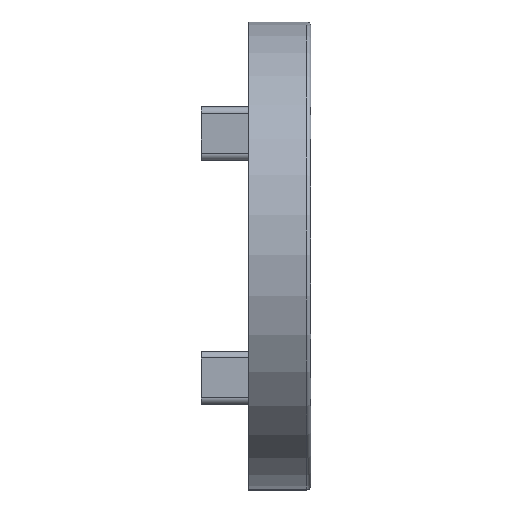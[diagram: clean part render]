
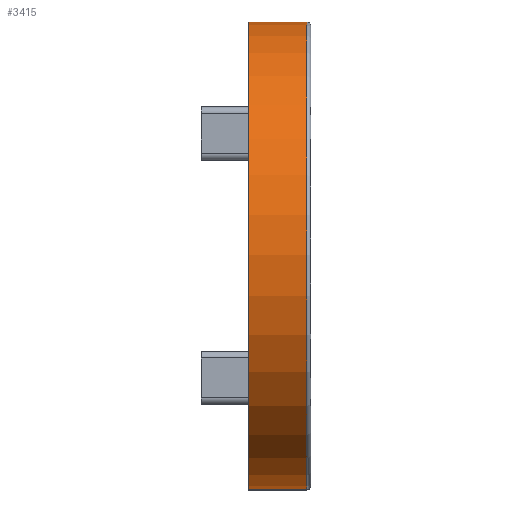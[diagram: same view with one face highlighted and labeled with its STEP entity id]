
A CAD part, top view. The second image highlights one B-rep face of the part: STEP entity #3415.
In plain terms, the highlighted cylindrical face has radius 17.25 mm (diameter 34.5 mm), a partial arc.
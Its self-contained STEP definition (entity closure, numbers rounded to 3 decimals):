
#746 = ORIENTED_EDGE ( 'NONE', *, *, #19830, .T. ) ;
#2083 = DIRECTION ( 'NONE',  ( 0., 0., -1. ) ) ;
#2149 = CYLINDRICAL_SURFACE ( 'NONE', #20034, 17.25 ) ;
#2341 = ORIENTED_EDGE ( 'NONE', *, *, #20528, .T. ) ;
#2730 = EDGE_CURVE ( 'NONE', #13572, #18735, #13116, .T. ) ;
#2905 = VERTEX_POINT ( 'NONE', #11736 ) ;
#3415 = ADVANCED_FACE ( 'NONE', ( #10309 ), #2149, .T. ) ;
#3477 = CIRCLE ( 'NONE', #15124, 17.25 ) ;
#4363 = DIRECTION ( 'NONE',  ( -1., 0., 0. ) ) ;
#4578 = CIRCLE ( 'NONE', #13725, 17.25 ) ;
#4812 = CARTESIAN_POINT ( 'NONE',  ( 4.6, 17.25, 20.25 ) ) ;
#4886 = DIRECTION ( 'NONE',  ( -1., 0., 0. ) ) ;
#6106 = CARTESIAN_POINT ( 'NONE',  ( 4.3, 17.25, 20.25 ) ) ;
#6332 = VECTOR ( 'NONE', #4886, 1000. ) ;
#8211 = VERTEX_POINT ( 'NONE', #6106 ) ;
#8599 = EDGE_CURVE ( 'NONE', #13572, #8211, #4578, .T. ) ;
#9389 = DIRECTION ( 'NONE',  ( -1., 0., 0. ) ) ;
#10179 = EDGE_LOOP ( 'NONE', ( #13472, #14013, #746, #2341 ) ) ;
#10309 = FACE_OUTER_BOUND ( 'NONE', #10179, .T. ) ;
#10758 = DIRECTION ( 'NONE',  ( 0., 0., -1. ) ) ;
#10837 = DIRECTION ( 'NONE',  ( 1., 0., 0. ) ) ;
#10966 = DIRECTION ( 'NONE',  ( -1., 0., 0. ) ) ;
#11736 = CARTESIAN_POINT ( 'NONE',  ( 0., 17.25, 20.25 ) ) ;
#12468 = CARTESIAN_POINT ( 'NONE',  ( 0., 0., 20.25 ) ) ;
#13116 = LINE ( 'NONE', #21625, #13675 ) ;
#13472 = ORIENTED_EDGE ( 'NONE', *, *, #2730, .F. ) ;
#13572 = VERTEX_POINT ( 'NONE', #14113 ) ;
#13675 = VECTOR ( 'NONE', #9389, 1000. ) ;
#13725 = AXIS2_PLACEMENT_3D ( 'NONE', #21701, #10966, #2083 ) ;
#14013 = ORIENTED_EDGE ( 'NONE', *, *, #8599, .T. ) ;
#14113 = CARTESIAN_POINT ( 'NONE',  ( 4.3, -17.25, 20.25 ) ) ;
#14452 = CARTESIAN_POINT ( 'NONE',  ( 0., -17.25, 20.25 ) ) ;
#15124 = AXIS2_PLACEMENT_3D ( 'NONE', #12468, #10837, #10758 ) ;
#16526 = CARTESIAN_POINT ( 'NONE',  ( 4.6, 0., 20.25 ) ) ;
#18714 = DIRECTION ( 'NONE',  ( 0., 0., 1. ) ) ;
#18735 = VERTEX_POINT ( 'NONE', #14452 ) ;
#19510 = LINE ( 'NONE', #4812, #6332 ) ;
#19830 = EDGE_CURVE ( 'NONE', #8211, #2905, #19510, .T. ) ;
#20034 = AXIS2_PLACEMENT_3D ( 'NONE', #16526, #4363, #18714 ) ;
#20528 = EDGE_CURVE ( 'NONE', #2905, #18735, #3477, .T. ) ;
#21625 = CARTESIAN_POINT ( 'NONE',  ( 4.6, -17.25, 20.25 ) ) ;
#21701 = CARTESIAN_POINT ( 'NONE',  ( 4.3, 0., 20.25 ) ) ;
